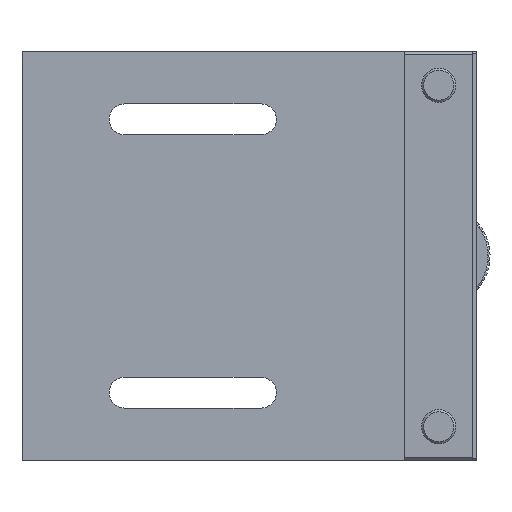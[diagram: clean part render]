
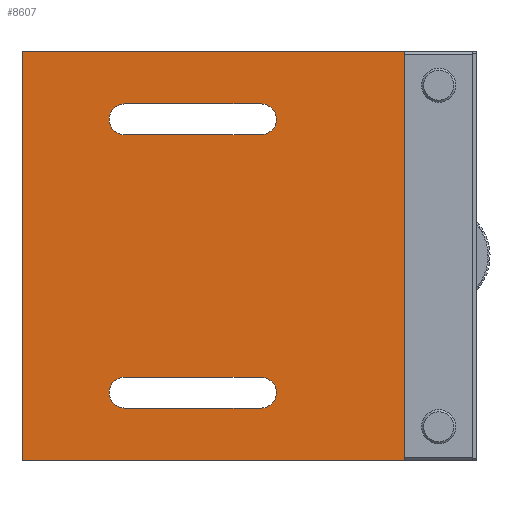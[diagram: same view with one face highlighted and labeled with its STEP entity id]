
A CAD part, front view. The second image highlights one B-rep face of the part: STEP entity #8607.
In plain terms, the highlighted planar face has unit normal (0, -1, 0).
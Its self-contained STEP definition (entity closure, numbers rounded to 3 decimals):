
#29 = CARTESIAN_POINT ( 'NONE',  ( -15., -74.5, 22.25 ) ) ;
#311 = LINE ( 'NONE', #5281, #5600 ) ;
#437 = LINE ( 'NONE', #3449, #10281 ) ;
#569 = DIRECTION ( 'NONE',  ( 0., -1., 0. ) ) ;
#574 = DIRECTION ( 'NONE',  ( 1., 0., 0. ) ) ;
#936 = EDGE_CURVE ( 'NONE', #6090, #5285, #10068, .T. ) ;
#1129 = EDGE_CURVE ( 'NONE', #5626, #7420, #4712, .T. ) ;
#1178 = DIRECTION ( 'NONE',  ( 0., 0., 1. ) ) ;
#1204 = VECTOR ( 'NONE', #2932, 1000. ) ;
#1212 = EDGE_CURVE ( 'NONE', #7420, #2077, #5237, .T. ) ;
#1371 = PLANE ( 'NONE',  #11568 ) ;
#1577 = CARTESIAN_POINT ( 'NONE',  ( -35., -74.5, -20. ) ) ;
#1954 = CARTESIAN_POINT ( 'NONE',  ( -35., -74.5, -22.25 ) ) ;
#2077 = VERTEX_POINT ( 'NONE', #1954 ) ;
#2112 = VECTOR ( 'NONE', #4840, 1000. ) ;
#2323 = DIRECTION ( 'NONE',  ( 0., 1., 0. ) ) ;
#2350 = EDGE_LOOP ( 'NONE', ( #6194, #9157, #11789, #5537 ) ) ;
#2364 = EDGE_CURVE ( 'NONE', #6894, #6661, #6364, .T. ) ;
#2552 = EDGE_CURVE ( 'NONE', #8564, #5626, #6151, .T. ) ;
#2661 = DIRECTION ( 'NONE',  ( 0., 0., -1. ) ) ;
#2737 = AXIS2_PLACEMENT_3D ( 'NONE', #5922, #8985, #9986 ) ;
#2778 = EDGE_CURVE ( 'NONE', #10803, #5285, #6837, .T. ) ;
#2873 = CARTESIAN_POINT ( 'NONE',  ( -50., -74.5, -30. ) ) ;
#2932 = DIRECTION ( 'NONE',  ( 0., 0., -1. ) ) ;
#3310 = LINE ( 'NONE', #10454, #3892 ) ;
#3354 = VERTEX_POINT ( 'NONE', #6155 ) ;
#3449 = CARTESIAN_POINT ( 'NONE',  ( 6., -74.5, 30. ) ) ;
#3501 = CARTESIAN_POINT ( 'NONE',  ( -15., -74.5, 17.75 ) ) ;
#3558 = DIRECTION ( 'NONE',  ( 0., -1., 0. ) ) ;
#3582 = LINE ( 'NONE', #6600, #6889 ) ;
#3865 = VECTOR ( 'NONE', #8962, 1000. ) ;
#3892 = VECTOR ( 'NONE', #8189, 1000. ) ;
#4305 = CARTESIAN_POINT ( 'NONE',  ( 6., -74.5, 30. ) ) ;
#4444 = EDGE_LOOP ( 'NONE', ( #12226, #4617, #11649, #8326 ) ) ;
#4617 = ORIENTED_EDGE ( 'NONE', *, *, #8566, .F. ) ;
#4648 = DIRECTION ( 'NONE',  ( 0., -1., 0. ) ) ;
#4699 = DIRECTION ( 'NONE',  ( 0., 0., -1. ) ) ;
#4712 = LINE ( 'NONE', #12732, #5271 ) ;
#4840 = DIRECTION ( 'NONE',  ( 1., 0., 0. ) ) ;
#4896 = LINE ( 'NONE', #5211, #3865 ) ;
#5211 = CARTESIAN_POINT ( 'NONE',  ( 6., -74.5, 22.25 ) ) ;
#5237 = CIRCLE ( 'NONE', #11237, 2.25 ) ;
#5271 = VECTOR ( 'NONE', #12862, 1000. ) ;
#5281 = CARTESIAN_POINT ( 'NONE',  ( -50., -74.5, 30. ) ) ;
#5285 = VERTEX_POINT ( 'NONE', #6338 ) ;
#5295 = AXIS2_PLACEMENT_3D ( 'NONE', #6642, #3558, #4699 ) ;
#5426 = EDGE_CURVE ( 'NONE', #6109, #12995, #10898, .T. ) ;
#5537 = ORIENTED_EDGE ( 'NONE', *, *, #6403, .F. ) ;
#5600 = VECTOR ( 'NONE', #11600, 1000. ) ;
#5626 = VERTEX_POINT ( 'NONE', #8695 ) ;
#5681 = CARTESIAN_POINT ( 'NONE',  ( -35., -74.5, 22.25 ) ) ;
#5922 = CARTESIAN_POINT ( 'NONE',  ( -15., -74.5, 20. ) ) ;
#5987 = DIRECTION ( 'NONE',  ( 0., 0., -1. ) ) ;
#6090 = VERTEX_POINT ( 'NONE', #6680 ) ;
#6109 = VERTEX_POINT ( 'NONE', #5681 ) ;
#6151 = CIRCLE ( 'NONE', #5295, 2.25 ) ;
#6155 = CARTESIAN_POINT ( 'NONE',  ( -50., -74.5, 30. ) ) ;
#6194 = ORIENTED_EDGE ( 'NONE', *, *, #8219, .F. ) ;
#6257 = FACE_BOUND ( 'NONE', #8430, .T. ) ;
#6338 = CARTESIAN_POINT ( 'NONE',  ( 6., -74.5, -30. ) ) ;
#6364 = CIRCLE ( 'NONE', #2737, 2.25 ) ;
#6403 = EDGE_CURVE ( 'NONE', #3354, #6090, #437, .T. ) ;
#6430 = AXIS2_PLACEMENT_3D ( 'NONE', #9727, #569, #2661 ) ;
#6600 = CARTESIAN_POINT ( 'NONE',  ( 6., -74.5, 17.75 ) ) ;
#6642 = CARTESIAN_POINT ( 'NONE',  ( -15., -74.5, -20. ) ) ;
#6661 = VERTEX_POINT ( 'NONE', #29 ) ;
#6680 = CARTESIAN_POINT ( 'NONE',  ( 6., -74.5, 30. ) ) ;
#6837 = LINE ( 'NONE', #9968, #2112 ) ;
#6873 = CARTESIAN_POINT ( 'NONE',  ( -35., -74.5, 17.75 ) ) ;
#6889 = VECTOR ( 'NONE', #574, 1000. ) ;
#6894 = VERTEX_POINT ( 'NONE', #3501 ) ;
#6966 = ORIENTED_EDGE ( 'NONE', *, *, #2364, .F. ) ;
#7019 = ORIENTED_EDGE ( 'NONE', *, *, #7620, .F. ) ;
#7130 = CARTESIAN_POINT ( 'NONE',  ( -15., -74.5, -22.25 ) ) ;
#7393 = FACE_BOUND ( 'NONE', #4444, .T. ) ;
#7420 = VERTEX_POINT ( 'NONE', #9627 ) ;
#7620 = EDGE_CURVE ( 'NONE', #6661, #6109, #4896, .T. ) ;
#8032 = ORIENTED_EDGE ( 'NONE', *, *, #8324, .F. ) ;
#8061 = ORIENTED_EDGE ( 'NONE', *, *, #5426, .F. ) ;
#8189 = DIRECTION ( 'NONE',  ( 1., 0., 0. ) ) ;
#8219 = EDGE_CURVE ( 'NONE', #10803, #3354, #311, .T. ) ;
#8324 = EDGE_CURVE ( 'NONE', #12995, #6894, #3582, .T. ) ;
#8326 = ORIENTED_EDGE ( 'NONE', *, *, #1129, .F. ) ;
#8430 = EDGE_LOOP ( 'NONE', ( #6966, #8032, #8061, #7019 ) ) ;
#8564 = VERTEX_POINT ( 'NONE', #7130 ) ;
#8566 = EDGE_CURVE ( 'NONE', #2077, #8564, #3310, .T. ) ;
#8607 = ADVANCED_FACE ( 'NONE', ( #7393, #6257, #10259 ), #1371, .F. ) ;
#8695 = CARTESIAN_POINT ( 'NONE',  ( -15., -74.5, -17.75 ) ) ;
#8962 = DIRECTION ( 'NONE',  ( -1., 0., 0. ) ) ;
#8985 = DIRECTION ( 'NONE',  ( 0., -1., 0. ) ) ;
#9157 = ORIENTED_EDGE ( 'NONE', *, *, #2778, .T. ) ;
#9627 = CARTESIAN_POINT ( 'NONE',  ( -35., -74.5, -17.75 ) ) ;
#9727 = CARTESIAN_POINT ( 'NONE',  ( -35., -74.5, 20. ) ) ;
#9968 = CARTESIAN_POINT ( 'NONE',  ( 6., -74.5, -30. ) ) ;
#9986 = DIRECTION ( 'NONE',  ( 0., 0., -1. ) ) ;
#10068 = LINE ( 'NONE', #12143, #1204 ) ;
#10259 = FACE_OUTER_BOUND ( 'NONE', #2350, .T. ) ;
#10281 = VECTOR ( 'NONE', #11474, 1000. ) ;
#10454 = CARTESIAN_POINT ( 'NONE',  ( 6., -74.5, -22.25 ) ) ;
#10803 = VERTEX_POINT ( 'NONE', #2873 ) ;
#10898 = CIRCLE ( 'NONE', #6430, 2.25 ) ;
#11237 = AXIS2_PLACEMENT_3D ( 'NONE', #1577, #4648, #5987 ) ;
#11474 = DIRECTION ( 'NONE',  ( 1., 0., 0. ) ) ;
#11568 = AXIS2_PLACEMENT_3D ( 'NONE', #4305, #2323, #1178 ) ;
#11600 = DIRECTION ( 'NONE',  ( 0., 0., 1. ) ) ;
#11649 = ORIENTED_EDGE ( 'NONE', *, *, #1212, .F. ) ;
#11789 = ORIENTED_EDGE ( 'NONE', *, *, #936, .F. ) ;
#12143 = CARTESIAN_POINT ( 'NONE',  ( 6., -74.5, 0. ) ) ;
#12226 = ORIENTED_EDGE ( 'NONE', *, *, #2552, .F. ) ;
#12732 = CARTESIAN_POINT ( 'NONE',  ( 6., -74.5, -17.75 ) ) ;
#12862 = DIRECTION ( 'NONE',  ( -1., 0., 0. ) ) ;
#12995 = VERTEX_POINT ( 'NONE', #6873 ) ;
